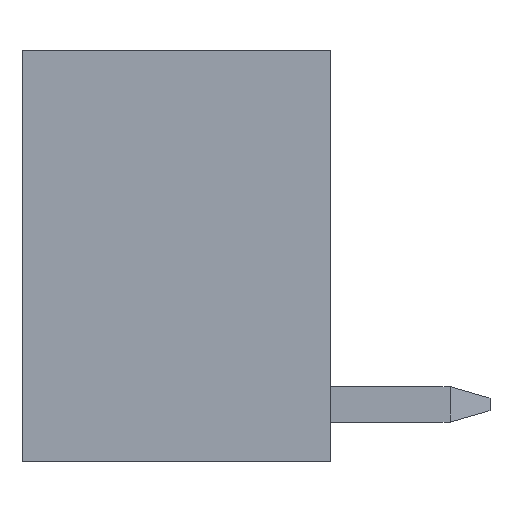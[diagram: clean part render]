
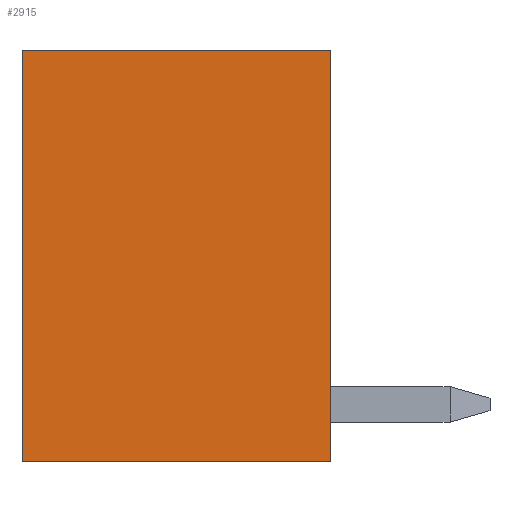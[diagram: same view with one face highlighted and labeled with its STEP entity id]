
A CAD part, left-side view. The second image highlights one B-rep face of the part: STEP entity #2915.
In plain terms, the highlighted planar face has unit normal (-1, 0, 0).
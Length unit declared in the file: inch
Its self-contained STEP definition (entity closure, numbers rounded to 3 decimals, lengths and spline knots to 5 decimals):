
#1=DIRECTION('',(0.,-1.,0.));
#2=VECTOR('',#1,0.27);
#3=CARTESIAN_POINT('',(-0.372,0.27,0.18));
#4=LINE('',#3,#2);
#302=DIRECTION('',(0.,0.,-1.));
#303=VECTOR('',#302,0.36);
#304=CARTESIAN_POINT('',(-0.372,0.27,0.18));
#305=LINE('',#304,#303);
#306=DIRECTION('',(0.,0.,-1.));
#307=VECTOR('',#306,0.36);
#308=CARTESIAN_POINT('',(-0.372,0.,0.18));
#309=LINE('',#308,#307);
#398=DIRECTION('',(0.,-1.,0.));
#399=VECTOR('',#398,0.27);
#400=CARTESIAN_POINT('',(-0.372,0.27,-0.18));
#401=LINE('',#400,#399);
#2079=CARTESIAN_POINT('',(-0.372,0.27,0.18));
#2080=CARTESIAN_POINT('',(-0.372,0.,0.18));
#2081=VERTEX_POINT('',#2079);
#2082=VERTEX_POINT('',#2080);
#2087=CARTESIAN_POINT('',(-0.372,0.27,-0.18));
#2088=CARTESIAN_POINT('',(-0.372,0.,-0.18));
#2089=VERTEX_POINT('',#2087);
#2090=VERTEX_POINT('',#2088);
#2901=CARTESIAN_POINT('',(-0.372,0.27,0.18));
#2902=DIRECTION('',(-1.,0.,0.));
#2903=DIRECTION('',(0.,-1.,0.));
#2904=AXIS2_PLACEMENT_3D('',#2901,#2902,#2903);
#2905=PLANE('',#2904);
#2906=ORIENTED_EDGE('',*,*,#2740,.T.);
#2908=ORIENTED_EDGE('',*,*,#2907,.T.);
#2910=ORIENTED_EDGE('',*,*,#2909,.F.);
#2912=ORIENTED_EDGE('',*,*,#2911,.F.);
#2913=EDGE_LOOP('',(#2906,#2908,#2910,#2912));
#2914=FACE_OUTER_BOUND('',#2913,.F.);
#2915=ADVANCED_FACE('',(#2914),#2905,.T.);
#2740=EDGE_CURVE('',#2081,#2082,#4,.T.);
#2907=EDGE_CURVE('',#2082,#2090,#309,.T.);
#2909=EDGE_CURVE('',#2089,#2090,#401,.T.);
#2911=EDGE_CURVE('',#2081,#2089,#305,.T.);
